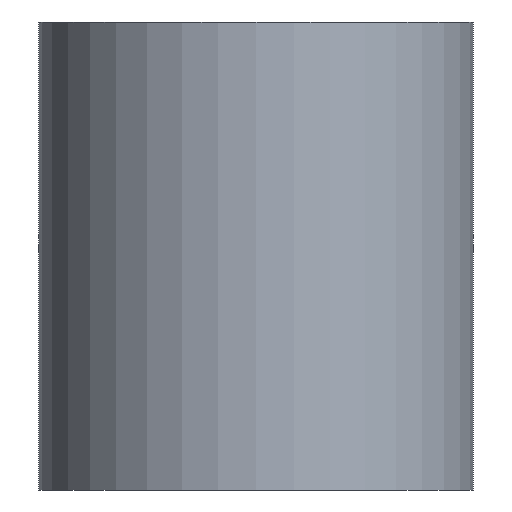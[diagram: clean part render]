
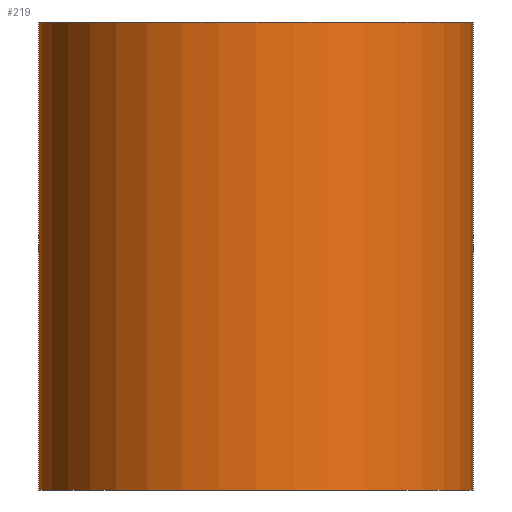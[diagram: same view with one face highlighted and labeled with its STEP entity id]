
A CAD part, front view. The second image highlights one B-rep face of the part: STEP entity #219.
In plain terms, the highlighted cylindrical face has radius 3.25 mm (diameter 6.5 mm), a partial arc.
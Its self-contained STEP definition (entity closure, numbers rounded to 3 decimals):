
#3 = EDGE_LOOP ( 'NONE', ( #97, #227, #88, #224 ) ) ;
#6 = CARTESIAN_POINT ( 'NONE',  ( 0., 0., 7. ) ) ;
#11 = EDGE_CURVE ( 'NONE', #94, #41, #14, .T. ) ;
#14 = LINE ( 'NONE', #92, #215 ) ;
#30 = FACE_OUTER_BOUND ( 'NONE', #3, .T. ) ;
#32 = VERTEX_POINT ( 'NONE', #249 ) ;
#41 = VERTEX_POINT ( 'NONE', #112 ) ;
#42 = DIRECTION ( 'NONE',  ( 0., 0., 1. ) ) ;
#47 = CIRCLE ( 'NONE', #201, 3.25 ) ;
#84 = DIRECTION ( 'NONE',  ( 0., 0., -1. ) ) ;
#88 = ORIENTED_EDGE ( 'NONE', *, *, #149, .T. ) ;
#92 = CARTESIAN_POINT ( 'NONE',  ( 3.25, 0., 7. ) ) ;
#94 = VERTEX_POINT ( 'NONE', #114 ) ;
#95 = EDGE_CURVE ( 'NONE', #32, #41, #47, .T. ) ;
#97 = ORIENTED_EDGE ( 'NONE', *, *, #11, .F. ) ;
#98 = EDGE_CURVE ( 'NONE', #123, #94, #101, .T. ) ;
#101 = CIRCLE ( 'NONE', #241, 3.25 ) ;
#106 = VECTOR ( 'NONE', #84, 1000. ) ;
#111 = AXIS2_PLACEMENT_3D ( 'NONE', #6, #179, #232 ) ;
#112 = CARTESIAN_POINT ( 'NONE',  ( 3.25, 0., 0. ) ) ;
#114 = CARTESIAN_POINT ( 'NONE',  ( 3.25, 0., 7. ) ) ;
#123 = VERTEX_POINT ( 'NONE', #246 ) ;
#125 = CARTESIAN_POINT ( 'NONE',  ( -3.25, 0., 7. ) ) ;
#135 = LINE ( 'NONE', #125, #106 ) ;
#138 = DIRECTION ( 'NONE',  ( 1., 0., 0. ) ) ;
#149 = EDGE_CURVE ( 'NONE', #123, #32, #135, .T. ) ;
#170 = CARTESIAN_POINT ( 'NONE',  ( 0., 0., 7. ) ) ;
#177 = CYLINDRICAL_SURFACE ( 'NONE', #111, 3.25 ) ;
#179 = DIRECTION ( 'NONE',  ( 0., 0., -1. ) ) ;
#190 = DIRECTION ( 'NONE',  ( 0., 0., 1. ) ) ;
#192 = CARTESIAN_POINT ( 'NONE',  ( 0., 0., 0. ) ) ;
#201 = AXIS2_PLACEMENT_3D ( 'NONE', #192, #42, #244 ) ;
#215 = VECTOR ( 'NONE', #223, 1000. ) ;
#219 = ADVANCED_FACE ( 'NONE', ( #30 ), #177, .T. ) ;
#223 = DIRECTION ( 'NONE',  ( 0., 0., -1. ) ) ;
#224 = ORIENTED_EDGE ( 'NONE', *, *, #95, .T. ) ;
#227 = ORIENTED_EDGE ( 'NONE', *, *, #98, .F. ) ;
#232 = DIRECTION ( 'NONE',  ( -1., 0., 0. ) ) ;
#241 = AXIS2_PLACEMENT_3D ( 'NONE', #170, #190, #138 ) ;
#244 = DIRECTION ( 'NONE',  ( 1., 0., 0. ) ) ;
#246 = CARTESIAN_POINT ( 'NONE',  ( -3.25, 0., 7. ) ) ;
#249 = CARTESIAN_POINT ( 'NONE',  ( -3.25, 0., 0. ) ) ;
